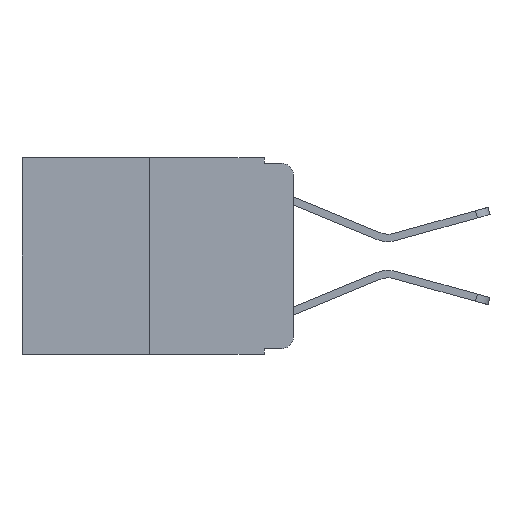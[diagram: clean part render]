
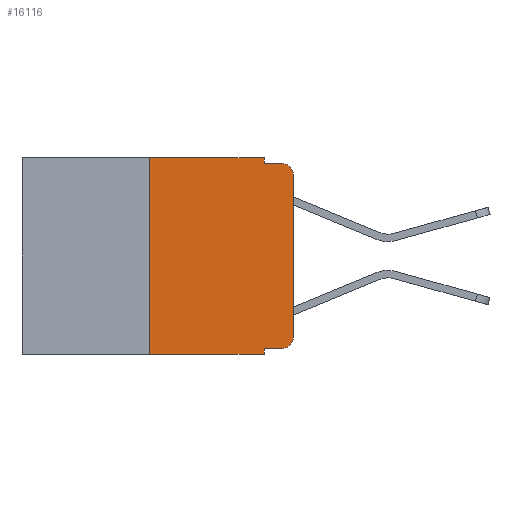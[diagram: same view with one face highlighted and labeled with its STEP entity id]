
A CAD part, left-side view. The second image highlights one B-rep face of the part: STEP entity #16116.
In plain terms, the highlighted planar face has unit normal (-1, 0, 0).
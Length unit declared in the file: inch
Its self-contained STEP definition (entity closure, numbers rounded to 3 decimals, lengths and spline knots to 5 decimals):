
#332 = VERTEX_POINT ( 'NONE', #7828 ) ;
#339 = CIRCLE ( 'NONE', #3192, 0.02 ) ;
#433 = VECTOR ( 'NONE', #5106, 39.37008 ) ;
#703 = EDGE_CURVE ( 'NONE', #13872, #11917, #17814, .T. ) ;
#869 = AXIS2_PLACEMENT_3D ( 'NONE', #3294, #16852, #5331 ) ;
#1106 = VERTEX_POINT ( 'NONE', #18165 ) ;
#1384 = VECTOR ( 'NONE', #9878, 39.37008 ) ;
#1765 = ORIENTED_EDGE ( 'NONE', *, *, #6844, .F. ) ;
#2215 = FACE_OUTER_BOUND ( 'NONE', #12977, .T. ) ;
#3192 = AXIS2_PLACEMENT_3D ( 'NONE', #11750, #25122, #13670 ) ;
#3231 = CARTESIAN_POINT ( 'NONE',  ( 0., 0., 0. ) ) ;
#3294 = CARTESIAN_POINT ( 'NONE',  ( 0., 0.02, -0.03 ) ) ;
#3345 = CARTESIAN_POINT ( 'NONE',  ( 0., 0.25, -0.343 ) ) ;
#3692 = CARTESIAN_POINT ( 'NONE',  ( 0., 0.051, 0. ) ) ;
#3836 = EDGE_CURVE ( 'NONE', #14261, #1106, #16680, .T. ) ;
#3849 = VERTEX_POINT ( 'NONE', #3692 ) ;
#4521 = EDGE_CURVE ( 'NONE', #3849, #13872, #18156, .T. ) ;
#5106 = DIRECTION ( 'NONE',  ( 0., 0., -1. ) ) ;
#5307 = CARTESIAN_POINT ( 'NONE',  ( 0., 0.473, 0. ) ) ;
#5331 = DIRECTION ( 'NONE',  ( 0., 0., -1. ) ) ;
#5868 = ORIENTED_EDGE ( 'NONE', *, *, #4521, .F. ) ;
#6041 = CARTESIAN_POINT ( 'NONE',  ( 0., 0.473, -0.343 ) ) ;
#6297 = LINE ( 'NONE', #5307, #10830 ) ;
#6844 = EDGE_CURVE ( 'NONE', #24290, #3849, #6297, .T. ) ;
#7710 = ORIENTED_EDGE ( 'NONE', *, *, #14681, .T. ) ;
#7828 = CARTESIAN_POINT ( 'NONE',  ( 0., 0., -0.313 ) ) ;
#7975 = ORIENTED_EDGE ( 'NONE', *, *, #22458, .T. ) ;
#8195 = DIRECTION ( 'NONE',  ( 1., 0., 0. ) ) ;
#9187 = CARTESIAN_POINT ( 'NONE',  ( 0., 0.25, 0. ) ) ;
#9381 = CARTESIAN_POINT ( 'NONE',  ( 0., 0.051, -0.01 ) ) ;
#9545 = LINE ( 'NONE', #6041, #19760 ) ;
#9678 = LINE ( 'NONE', #21987, #14792 ) ;
#9878 = DIRECTION ( 'NONE',  ( 0., 0., -1. ) ) ;
#10698 = ORIENTED_EDGE ( 'NONE', *, *, #17488, .T. ) ;
#10830 = VECTOR ( 'NONE', #18768, 39.37008 ) ;
#11168 = CARTESIAN_POINT ( 'NONE',  ( 0., 0., -0.03 ) ) ;
#11265 = AXIS2_PLACEMENT_3D ( 'NONE', #19709, #8195, #21649 ) ;
#11750 = CARTESIAN_POINT ( 'NONE',  ( 0., 0.02, -0.313 ) ) ;
#11917 = VERTEX_POINT ( 'NONE', #19604 ) ;
#12000 = PLANE ( 'NONE',  #11265 ) ;
#12062 = VECTOR ( 'NONE', #16790, 39.37008 ) ;
#12327 = DIRECTION ( 'NONE',  ( 0., 0., 1. ) ) ;
#12795 = CARTESIAN_POINT ( 'NONE',  ( 0., 0.051, -0.343 ) ) ;
#12866 = CARTESIAN_POINT ( 'NONE',  ( 0., 0.051, 0. ) ) ;
#12925 = EDGE_CURVE ( 'NONE', #14261, #23026, #21830, .T. ) ;
#12977 = EDGE_LOOP ( 'NONE', ( #20300, #7975, #20637, #5868, #1765, #24812, #10698, #18835, #21842, #7710 ) ) ;
#13670 = DIRECTION ( 'NONE',  ( 0., 0., -1. ) ) ;
#13872 = VERTEX_POINT ( 'NONE', #15121 ) ;
#14261 = VERTEX_POINT ( 'NONE', #21899 ) ;
#14681 = EDGE_CURVE ( 'NONE', #1106, #332, #339, .T. ) ;
#14792 = VECTOR ( 'NONE', #12327, 39.37008 ) ;
#15121 = CARTESIAN_POINT ( 'NONE',  ( 0., 0.051, -0.01 ) ) ;
#16116 = ADVANCED_FACE ( 'NONE', ( #2215 ), #12000, .F. ) ;
#16252 = CIRCLE ( 'NONE', #869, 0.02 ) ;
#16680 = LINE ( 'NONE', #24754, #22416 ) ;
#16790 = DIRECTION ( 'NONE',  ( 0., 0., 1. ) ) ;
#16852 = DIRECTION ( 'NONE',  ( -1., 0., 0. ) ) ;
#17488 = EDGE_CURVE ( 'NONE', #21295, #23026, #9545, .T. ) ;
#17814 = LINE ( 'NONE', #9381, #22934 ) ;
#18156 = LINE ( 'NONE', #21337, #1384 ) ;
#18165 = CARTESIAN_POINT ( 'NONE',  ( 0., 0.02, -0.333 ) ) ;
#18768 = DIRECTION ( 'NONE',  ( 0., -1., 0. ) ) ;
#18835 = ORIENTED_EDGE ( 'NONE', *, *, #12925, .F. ) ;
#19491 = DIRECTION ( 'NONE',  ( 0., -1., 0. ) ) ;
#19604 = CARTESIAN_POINT ( 'NONE',  ( 0., 0.02, -0.01 ) ) ;
#19709 = CARTESIAN_POINT ( 'NONE',  ( 0., 0.473, 0. ) ) ;
#19760 = VECTOR ( 'NONE', #19491, 39.37008 ) ;
#20300 = ORIENTED_EDGE ( 'NONE', *, *, #23711, .T. ) ;
#20637 = ORIENTED_EDGE ( 'NONE', *, *, #703, .F. ) ;
#20935 = DIRECTION ( 'NONE',  ( 0., -1., 0. ) ) ;
#20957 = DIRECTION ( 'NONE',  ( 0., -1., 0. ) ) ;
#21295 = VERTEX_POINT ( 'NONE', #3345 ) ;
#21337 = CARTESIAN_POINT ( 'NONE',  ( 0., 0.051, 0. ) ) ;
#21649 = DIRECTION ( 'NONE',  ( 0., 0., -1. ) ) ;
#21830 = LINE ( 'NONE', #12866, #433 ) ;
#21842 = ORIENTED_EDGE ( 'NONE', *, *, #3836, .T. ) ;
#21899 = CARTESIAN_POINT ( 'NONE',  ( 0., 0.051, -0.333 ) ) ;
#21987 = CARTESIAN_POINT ( 'NONE',  ( 0., 0.25, 0. ) ) ;
#22262 = LINE ( 'NONE', #3231, #12062 ) ;
#22268 = EDGE_CURVE ( 'NONE', #21295, #24290, #9678, .T. ) ;
#22416 = VECTOR ( 'NONE', #20957, 39.37008 ) ;
#22458 = EDGE_CURVE ( 'NONE', #22476, #11917, #16252, .T. ) ;
#22476 = VERTEX_POINT ( 'NONE', #11168 ) ;
#22934 = VECTOR ( 'NONE', #20935, 39.37008 ) ;
#23026 = VERTEX_POINT ( 'NONE', #12795 ) ;
#23711 = EDGE_CURVE ( 'NONE', #332, #22476, #22262, .T. ) ;
#24290 = VERTEX_POINT ( 'NONE', #9187 ) ;
#24754 = CARTESIAN_POINT ( 'NONE',  ( 0., 0.051, -0.333 ) ) ;
#24812 = ORIENTED_EDGE ( 'NONE', *, *, #22268, .F. ) ;
#25122 = DIRECTION ( 'NONE',  ( -1., 0., 0. ) ) ;
